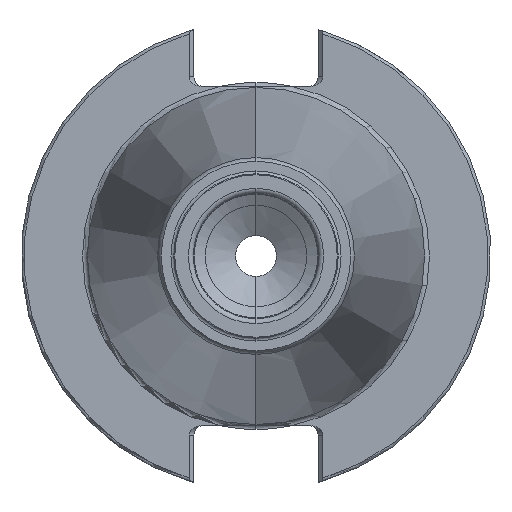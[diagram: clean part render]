
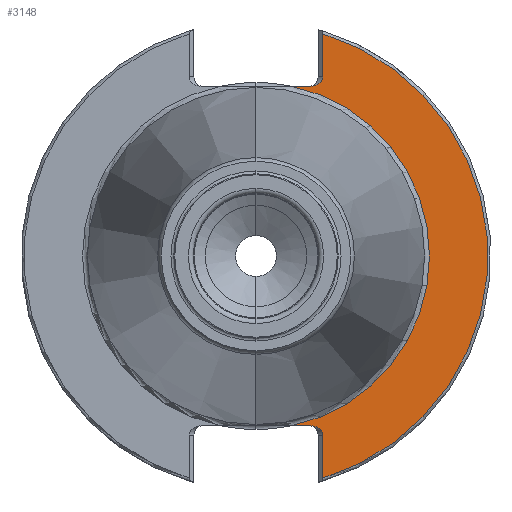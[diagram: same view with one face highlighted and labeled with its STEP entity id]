
A CAD part, left-side view. The second image highlights one B-rep face of the part: STEP entity #3148.
In plain terms, the highlighted planar face has unit normal (-1, 0, 0).
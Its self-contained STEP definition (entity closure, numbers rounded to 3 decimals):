
#13 = LINE ( 'NONE', #1652, #2094 ) ;
#37 = EDGE_CURVE ( 'NONE', #2064, #3481, #4208, .T. ) ;
#203 = VERTEX_POINT ( 'NONE', #2399 ) ;
#268 = VERTEX_POINT ( 'NONE', #4033 ) ;
#313 = VERTEX_POINT ( 'NONE', #894 ) ;
#434 = EDGE_CURVE ( 'NONE', #2097, #313, #750, .T. ) ;
#524 = ORIENTED_EDGE ( 'NONE', *, *, #3579, .T. ) ;
#549 = CIRCLE ( 'NONE', #1098, 48.05 ) ;
#586 = CIRCLE ( 'NONE', #1726, 35.925 ) ;
#687 = CARTESIAN_POINT ( 'NONE',  ( 3.2, 35.925, 0. ) ) ;
#705 = VERTEX_POINT ( 'NONE', #2191 ) ;
#750 = LINE ( 'NONE', #4766, #3772 ) ;
#894 = CARTESIAN_POINT ( 'NONE',  ( 3.2, -13.85, 37.1 ) ) ;
#1034 = DIRECTION ( 'NONE',  ( -1., 0., 0. ) ) ;
#1061 = DIRECTION ( 'NONE',  ( -1., 0., 0. ) ) ;
#1098 = AXIS2_PLACEMENT_3D ( 'NONE', #3403, #1034, #3812 ) ;
#1099 = DIRECTION ( 'NONE',  ( 0., 0., -1. ) ) ;
#1101 = CARTESIAN_POINT ( 'NONE',  ( 3.2, -11.022, -35.1 ) ) ;
#1380 = EDGE_CURVE ( 'NONE', #3481, #268, #2759, .T. ) ;
#1497 = CARTESIAN_POINT ( 'NONE',  ( 3.2, -13.85, -35.928 ) ) ;
#1499 = CARTESIAN_POINT ( 'NONE',  ( 3.2, -11.022, -35.1 ) ) ;
#1553 = CARTESIAN_POINT ( 'NONE',  ( 3.2, -11.022, 35.1 ) ) ;
#1575 = CARTESIAN_POINT ( 'NONE',  ( 3.2, -13.85, 46.011 ) ) ;
#1585 =( BOUNDED_CURVE ( )  B_SPLINE_CURVE ( 3, ( #3953, #4338, #3926, #1553 ),
 .UNSPECIFIED., .F., .T. ) 
 B_SPLINE_CURVE_WITH_KNOTS ( ( 4, 4 ),
 ( 3.142, 4.712 ),
 .UNSPECIFIED. ) 
 CURVE ( )  GEOMETRIC_REPRESENTATION_ITEM ( )  RATIONAL_B_SPLINE_CURVE ( ( 1., 0.805, 0.805, 1. ) ) 
 REPRESENTATION_ITEM ( '' )  );
#1627 = VECTOR ( 'NONE', #5029, 1000. ) ;
#1652 = CARTESIAN_POINT ( 'NONE',  ( 3.2, -13.85, -48.65 ) ) ;
#1686 = ORIENTED_EDGE ( 'NONE', *, *, #2462, .F. ) ;
#1726 = AXIS2_PLACEMENT_3D ( 'NONE', #3430, #1061, #3835 ) ;
#2064 = VERTEX_POINT ( 'NONE', #4319 ) ;
#2067 = FACE_OUTER_BOUND ( 'NONE', #4886, .T. ) ;
#2094 = VECTOR ( 'NONE', #4027, 1000. ) ;
#2097 = VERTEX_POINT ( 'NONE', #1575 ) ;
#2191 = CARTESIAN_POINT ( 'NONE',  ( 3.2, -7.655, 35.1 ) ) ;
#2243 = CARTESIAN_POINT ( 'NONE',  ( 3.2, -13.85, -35.1 ) ) ;
#2367 = VERTEX_POINT ( 'NONE', #4935 ) ;
#2399 = CARTESIAN_POINT ( 'NONE',  ( 3.2, -11.022, 35.1 ) ) ;
#2462 = EDGE_CURVE ( 'NONE', #2064, #705, #586, .T. ) ;
#2683 = LINE ( 'NONE', #3077, #1627 ) ;
#2759 =( BOUNDED_CURVE ( )  B_SPLINE_CURVE ( 3, ( #1101, #4249, #1497, #4265 ),
 .UNSPECIFIED., .F., .T. ) 
 B_SPLINE_CURVE_WITH_KNOTS ( ( 4, 4 ),
 ( 4.712, 6.283 ),
 .UNSPECIFIED. ) 
 CURVE ( )  GEOMETRIC_REPRESENTATION_ITEM ( )  RATIONAL_B_SPLINE_CURVE ( ( 1., 0.805, 0.805, 1. ) ) 
 REPRESENTATION_ITEM ( '' )  );
#2798 = EDGE_CURVE ( 'NONE', #2367, #2097, #549, .T. ) ;
#2977 = ORIENTED_EDGE ( 'NONE', *, *, #37, .T. ) ;
#3075 = PLANE ( 'NONE',  #4183 ) ;
#3077 = CARTESIAN_POINT ( 'NONE',  ( 3.2, -13.85, 35.1 ) ) ;
#3148 = ADVANCED_FACE ( 'NONE', ( #2067 ), #3075, .F. ) ;
#3311 = ORIENTED_EDGE ( 'NONE', *, *, #3475, .F. ) ;
#3376 = ORIENTED_EDGE ( 'NONE', *, *, #1380, .T. ) ;
#3403 = CARTESIAN_POINT ( 'NONE',  ( 3.2, 0., 0. ) ) ;
#3430 = CARTESIAN_POINT ( 'NONE',  ( 3.2, 0., 0. ) ) ;
#3467 = DIRECTION ( 'NONE',  ( 1., 0., 0. ) ) ;
#3475 = EDGE_CURVE ( 'NONE', #705, #203, #2683, .T. ) ;
#3481 = VERTEX_POINT ( 'NONE', #1499 ) ;
#3579 = EDGE_CURVE ( 'NONE', #313, #203, #1585, .T. ) ;
#3772 = VECTOR ( 'NONE', #4371, 1000. ) ;
#3812 = DIRECTION ( 'NONE',  ( 0., 0., 1. ) ) ;
#3835 = DIRECTION ( 'NONE',  ( 0., 0., 1. ) ) ;
#3926 = CARTESIAN_POINT ( 'NONE',  ( 3.2, -12.678, 35.1 ) ) ;
#3953 = CARTESIAN_POINT ( 'NONE',  ( 3.2, -13.85, 37.1 ) ) ;
#4026 = ORIENTED_EDGE ( 'NONE', *, *, #434, .T. ) ;
#4027 = DIRECTION ( 'NONE',  ( 0., 0., 1. ) ) ;
#4033 = CARTESIAN_POINT ( 'NONE',  ( 3.2, -13.85, -37.1 ) ) ;
#4148 = EDGE_CURVE ( 'NONE', #2367, #268, #13, .T. ) ;
#4183 = AXIS2_PLACEMENT_3D ( 'NONE', #687, #3467, #1099 ) ;
#4208 = LINE ( 'NONE', #2243, #4334 ) ;
#4249 = CARTESIAN_POINT ( 'NONE',  ( 3.2, -12.678, -35.1 ) ) ;
#4265 = CARTESIAN_POINT ( 'NONE',  ( 3.2, -13.85, -37.1 ) ) ;
#4319 = CARTESIAN_POINT ( 'NONE',  ( 3.2, -7.655, -35.1 ) ) ;
#4334 = VECTOR ( 'NONE', #5008, 1000. ) ;
#4338 = CARTESIAN_POINT ( 'NONE',  ( 3.2, -13.85, 35.928 ) ) ;
#4371 = DIRECTION ( 'NONE',  ( 0., 0., -1. ) ) ;
#4766 = CARTESIAN_POINT ( 'NONE',  ( 3.2, -13.85, 48.65 ) ) ;
#4886 = EDGE_LOOP ( 'NONE', ( #4026, #524, #3311, #1686, #2977, #3376, #5012, #5063 ) ) ;
#4935 = CARTESIAN_POINT ( 'NONE',  ( 3.2, -13.85, -46.011 ) ) ;
#5008 = DIRECTION ( 'NONE',  ( 0., -1., 0. ) ) ;
#5012 = ORIENTED_EDGE ( 'NONE', *, *, #4148, .F. ) ;
#5029 = DIRECTION ( 'NONE',  ( 0., -1., 0. ) ) ;
#5063 = ORIENTED_EDGE ( 'NONE', *, *, #2798, .T. ) ;
